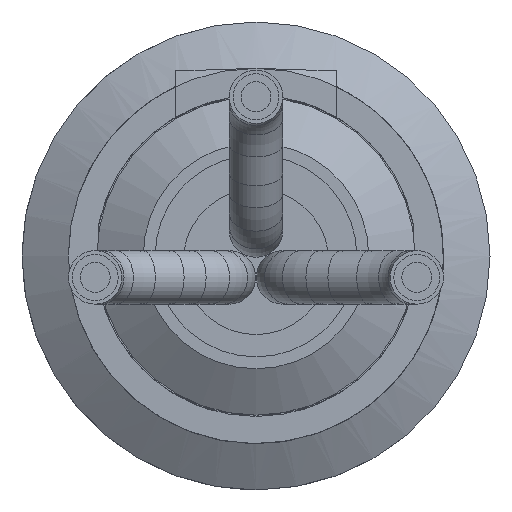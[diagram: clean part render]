
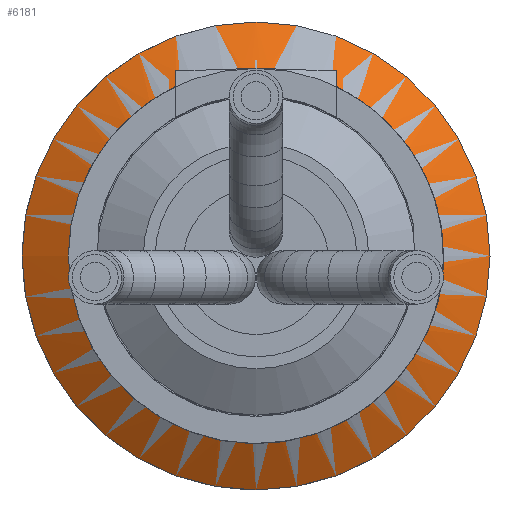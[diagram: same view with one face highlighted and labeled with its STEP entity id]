
A CAD part, left-side view. The second image highlights one B-rep face of the part: STEP entity #6181.
In plain terms, the highlighted conical face has half-angle 60 degrees and reference radius 8.75 mm.
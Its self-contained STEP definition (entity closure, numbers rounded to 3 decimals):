
#4724=CONICAL_SURFACE('',#17857,8.75,60.);
#5028=B_SPLINE_CURVE_WITH_KNOTS('',3,(#24856,#24857,#24858,#24859),
 .UNSPECIFIED.,.F.,.F.,(4,4),(0.,1.),.UNSPECIFIED.);
#5029=B_SPLINE_CURVE_WITH_KNOTS('',3,(#24861,#24862,#24863,#24864),
 .UNSPECIFIED.,.F.,.F.,(4,4),(0.,1.),.UNSPECIFIED.);
#5030=B_SPLINE_CURVE_WITH_KNOTS('',3,(#24866,#24867,#24868,#24869),
 .UNSPECIFIED.,.F.,.F.,(4,4),(0.,1.),.UNSPECIFIED.);
#5031=B_SPLINE_CURVE_WITH_KNOTS('',3,(#24870,#24871,#24872,#24873),
 .UNSPECIFIED.,.F.,.F.,(4,4),(0.,1.),.UNSPECIFIED.);
#6181=ADVANCED_FACE('',(#8857,#8858),#4724,.T.);
#8857=FACE_BOUND('',#9527,.T.);
#8858=FACE_BOUND('',#9528,.T.);
#9527=EDGE_LOOP('',(#11144,#11145,#11146,#11147,#11148,#11149));
#9528=EDGE_LOOP('',(#11150));
#11144=ORIENTED_EDGE('',*,*,#15594,.F.);
#11145=ORIENTED_EDGE('',*,*,#15490,.F.);
#11146=ORIENTED_EDGE('',*,*,#15595,.F.);
#11147=ORIENTED_EDGE('',*,*,#15596,.F.);
#11148=ORIENTED_EDGE('',*,*,#15582,.F.);
#11149=ORIENTED_EDGE('',*,*,#15597,.F.);
#11150=ORIENTED_EDGE('',*,*,#15588,.F.);
#14150=VERTEX_POINT('',#24205);
#14151=VERTEX_POINT('',#24206);
#14221=VERTEX_POINT('',#24780);
#14222=VERTEX_POINT('',#24782);
#14227=VERTEX_POINT('',#24794);
#14230=VERTEX_POINT('',#24860);
#14231=VERTEX_POINT('',#24865);
#15490=EDGE_CURVE('',#14150,#14151,#17078,.T.);
#15582=EDGE_CURVE('',#14221,#14222,#17110,.T.);
#15588=EDGE_CURVE('',#14227,#14227,#17112,.T.);
#15594=EDGE_CURVE('',#14151,#14230,#5028,.T.);
#15595=EDGE_CURVE('',#14231,#14150,#5029,.T.);
#15596=EDGE_CURVE('',#14222,#14231,#5030,.T.);
#15597=EDGE_CURVE('',#14230,#14221,#5031,.T.);
#17078=CIRCLE('',#17785,7.018);
#17110=CIRCLE('',#17849,7.018);
#17112=CIRCLE('',#17852,8.75);
#17785=AXIS2_PLACEMENT_3D('',#24204,#19722,#19723);
#17849=AXIS2_PLACEMENT_3D('',#24781,#19879,#19880);
#17852=AXIS2_PLACEMENT_3D('',#24793,#19889,#19890);
#17857=AXIS2_PLACEMENT_3D('',#24874,#19899,#19900);
#19722=DIRECTION('',(0.,1.,0.));
#19723=DIRECTION('',(1.,0.,0.));
#19879=DIRECTION('',(0.,1.,0.));
#19880=DIRECTION('',(1.,0.,0.));
#19889=DIRECTION('',(0.,-1.,0.));
#19890=DIRECTION('',(1.,0.,0.));
#19899=DIRECTION('',(0.,-1.,0.));
#19900=DIRECTION('',(1.,0.,0.));
#24204=CARTESIAN_POINT('',(0.,0.,0.));
#24205=CARTESIAN_POINT('',(-0.502,0.,7.));
#24206=CARTESIAN_POINT('',(0.502,0.,7.));
#24780=CARTESIAN_POINT('',(3.,0.,6.344));
#24781=CARTESIAN_POINT('',(0.,0.,0.));
#24782=CARTESIAN_POINT('',(-3.,0.,6.344));
#24793=CARTESIAN_POINT('',(0.,-1.,0.));
#24794=CARTESIAN_POINT('',(8.75,-1.,0.));
#24856=CARTESIAN_POINT('',(0.502,0.,7.));
#24857=CARTESIAN_POINT('',(1.341,-0.03,6.992));
#24858=CARTESIAN_POINT('',(2.179,-0.137,6.963));
#24859=CARTESIAN_POINT('',(3.,-0.302,6.919));
#24860=CARTESIAN_POINT('',(3.,-0.302,6.919));
#24861=CARTESIAN_POINT('',(-3.,-0.302,6.919));
#24862=CARTESIAN_POINT('',(-2.179,-0.137,6.963));
#24863=CARTESIAN_POINT('',(-1.341,-0.03,6.992));
#24864=CARTESIAN_POINT('',(-0.502,0.,7.));
#24865=CARTESIAN_POINT('',(-3.,-0.302,6.919));
#24866=CARTESIAN_POINT('',(-3.,0.,6.344));
#24867=CARTESIAN_POINT('',(-3.,-0.1,6.536));
#24868=CARTESIAN_POINT('',(-3.,-0.201,6.728));
#24869=CARTESIAN_POINT('',(-3.,-0.302,6.919));
#24870=CARTESIAN_POINT('',(3.,-0.302,6.919));
#24871=CARTESIAN_POINT('',(3.,-0.201,6.728));
#24872=CARTESIAN_POINT('',(3.,-0.1,6.536));
#24873=CARTESIAN_POINT('',(3.,0.,6.344));
#24874=CARTESIAN_POINT('',(0.,-1.,0.));
